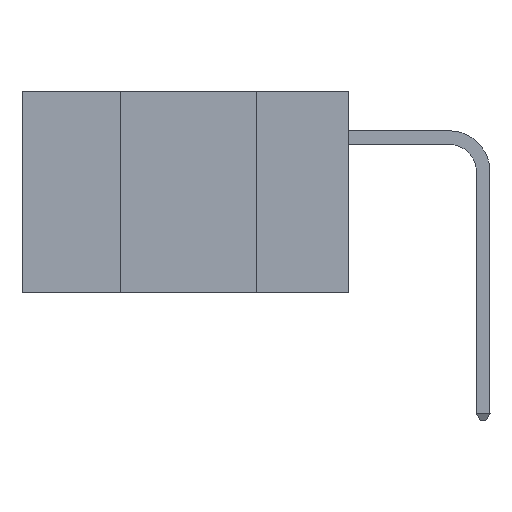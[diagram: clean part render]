
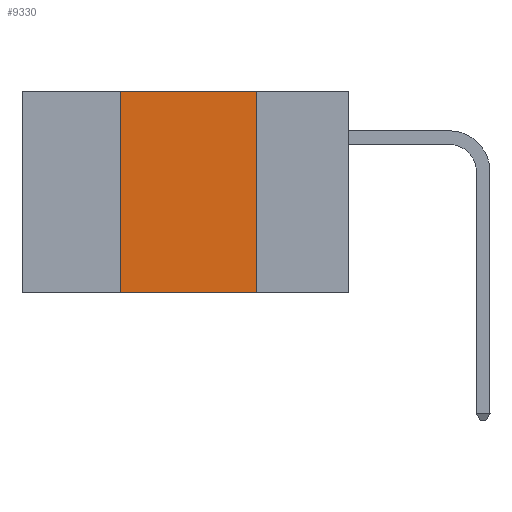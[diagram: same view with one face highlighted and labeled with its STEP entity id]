
A CAD part, left-side view. The second image highlights one B-rep face of the part: STEP entity #9330.
In plain terms, the highlighted planar face has unit normal (-1, 0, 0).
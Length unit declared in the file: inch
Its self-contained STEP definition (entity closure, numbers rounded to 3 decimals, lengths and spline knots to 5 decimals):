
#187 = PLANE ( 'NONE',  #10977 ) ;
#579 = CARTESIAN_POINT ( 'NONE',  ( 0., 0.42, 0. ) ) ;
#816 = VERTEX_POINT ( 'NONE', #4116 ) ;
#912 = CARTESIAN_POINT ( 'NONE',  ( 0., 0.6, 0. ) ) ;
#2104 = EDGE_CURVE ( 'NONE', #10637, #816, #11436, .T. ) ;
#2591 = DIRECTION ( 'NONE',  ( 0., 0., -1. ) ) ;
#3328 = DIRECTION ( 'NONE',  ( 0., 0., 1. ) ) ;
#3908 = DIRECTION ( 'NONE',  ( 0., 0., -1. ) ) ;
#4021 = ORIENTED_EDGE ( 'NONE', *, *, #2104, .F. ) ;
#4109 = VECTOR ( 'NONE', #2591, 39.37008 ) ;
#4116 = CARTESIAN_POINT ( 'NONE',  ( 0., 0.42, 0. ) ) ;
#4339 = VECTOR ( 'NONE', #6080, 39.37008 ) ;
#4430 = CARTESIAN_POINT ( 'NONE',  ( 0., 0.6, -0.37 ) ) ;
#4627 = EDGE_LOOP ( 'NONE', ( #5327, #8281, #4021, #9132 ) ) ;
#5252 = EDGE_CURVE ( 'NONE', #10637, #7262, #8853, .T. ) ;
#5327 = ORIENTED_EDGE ( 'NONE', *, *, #10022, .F. ) ;
#5418 = VERTEX_POINT ( 'NONE', #11150 ) ;
#6080 = DIRECTION ( 'NONE',  ( 0., -1., 0. ) ) ;
#6535 = EDGE_CURVE ( 'NONE', #816, #5418, #10789, .T. ) ;
#7262 = VERTEX_POINT ( 'NONE', #10416 ) ;
#7835 = VECTOR ( 'NONE', #8007, 39.37008 ) ;
#8007 = DIRECTION ( 'NONE',  ( 0., -1., 0. ) ) ;
#8281 = ORIENTED_EDGE ( 'NONE', *, *, #6535, .F. ) ;
#8372 = FACE_OUTER_BOUND ( 'NONE', #4627, .T. ) ;
#8853 = LINE ( 'NONE', #4430, #4339 ) ;
#8993 = LINE ( 'NONE', #9171, #4109 ) ;
#9132 = ORIENTED_EDGE ( 'NONE', *, *, #5252, .T. ) ;
#9171 = CARTESIAN_POINT ( 'NONE',  ( 0., 0.17, 0. ) ) ;
#9330 = ADVANCED_FACE ( 'NONE', ( #8372 ), #187, .F. ) ;
#10022 = EDGE_CURVE ( 'NONE', #5418, #7262, #8993, .T. ) ;
#10137 = DIRECTION ( 'NONE',  ( 1., 0., 0. ) ) ;
#10416 = CARTESIAN_POINT ( 'NONE',  ( 0., 0.17, -0.37 ) ) ;
#10637 = VERTEX_POINT ( 'NONE', #11286 ) ;
#10789 = LINE ( 'NONE', #10848, #7835 ) ;
#10848 = CARTESIAN_POINT ( 'NONE',  ( 0., 0.6, 0. ) ) ;
#10934 = VECTOR ( 'NONE', #3328, 39.37008 ) ;
#10977 = AXIS2_PLACEMENT_3D ( 'NONE', #912, #10137, #3908 ) ;
#11150 = CARTESIAN_POINT ( 'NONE',  ( 0., 0.17, 0. ) ) ;
#11286 = CARTESIAN_POINT ( 'NONE',  ( 0., 0.42, -0.37 ) ) ;
#11436 = LINE ( 'NONE', #579, #10934 ) ;
